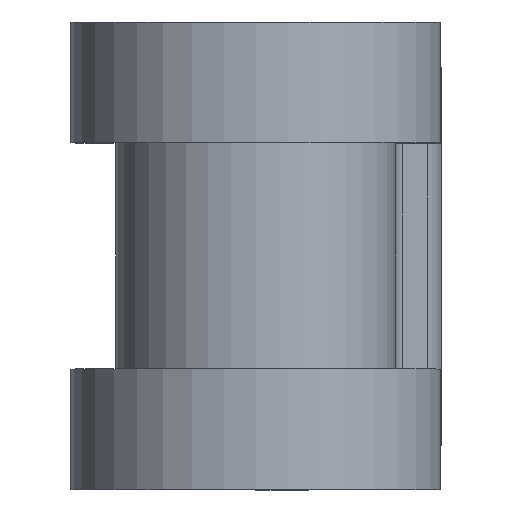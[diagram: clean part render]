
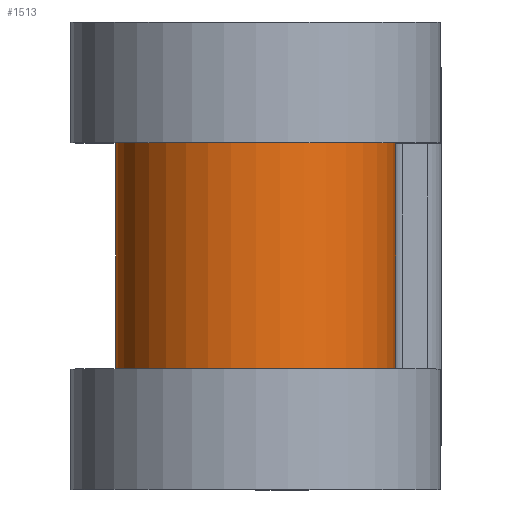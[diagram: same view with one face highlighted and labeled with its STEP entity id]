
A CAD part, top view. The second image highlights one B-rep face of the part: STEP entity #1513.
In plain terms, the highlighted cylindrical face has radius 4.712 mm (diameter 9.423 mm), a partial arc.
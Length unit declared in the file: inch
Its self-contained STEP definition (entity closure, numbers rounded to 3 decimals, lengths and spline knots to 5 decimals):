
#69 = FACE_OUTER_BOUND ( 'NONE', #448, .T. ) ;
#145 = CARTESIAN_POINT ( 'NONE',  ( 0., 0.25, 0. ) ) ;
#187 = CARTESIAN_POINT ( 'NONE',  ( 0., -0.15, 0. ) ) ;
#230 = ORIENTED_EDGE ( 'NONE', *, *, #643, .F. ) ;
#234 = VECTOR ( 'NONE', #1307, 39.37008 ) ;
#316 = CARTESIAN_POINT ( 'NONE',  ( 0., 0.25, -0.1855 ) ) ;
#330 = DIRECTION ( 'NONE',  ( 0., 0., -1. ) ) ;
#448 = EDGE_LOOP ( 'NONE', ( #1733, #1053, #1435, #230 ) ) ;
#572 = VERTEX_POINT ( 'NONE', #1508 ) ;
#575 = VERTEX_POINT ( 'NONE', #696 ) ;
#643 = EDGE_CURVE ( 'NONE', #572, #651, #1029, .T. ) ;
#651 = VERTEX_POINT ( 'NONE', #1261 ) ;
#696 = CARTESIAN_POINT ( 'NONE',  ( 0.1855, 0.15, 0. ) ) ;
#731 = CARTESIAN_POINT ( 'NONE',  ( 0., 0.15, 0. ) ) ;
#753 = AXIS2_PLACEMENT_3D ( 'NONE', #187, #1130, #330 ) ;
#873 = DIRECTION ( 'NONE',  ( 0., 0., -1. ) ) ;
#882 = AXIS2_PLACEMENT_3D ( 'NONE', #145, #1222, #1637 ) ;
#887 = CARTESIAN_POINT ( 'NONE',  ( 0.1855, 0.25, 0. ) ) ;
#961 = VECTOR ( 'NONE', #1255, 39.37008 ) ;
#1029 = CIRCLE ( 'NONE', #753, 0.1855 ) ;
#1053 = ORIENTED_EDGE ( 'NONE', *, *, #1756, .T. ) ;
#1066 = CARTESIAN_POINT ( 'NONE',  ( 0., 0.15, -0.1855 ) ) ;
#1086 = CYLINDRICAL_SURFACE ( 'NONE', #882, 0.1855 ) ;
#1121 = EDGE_CURVE ( 'NONE', #575, #572, #1617, .T. ) ;
#1130 = DIRECTION ( 'NONE',  ( 0., -1., 0. ) ) ;
#1197 = VERTEX_POINT ( 'NONE', #1066 ) ;
#1222 = DIRECTION ( 'NONE',  ( 0., -1., 0. ) ) ;
#1255 = DIRECTION ( 'NONE',  ( 0., -1., 0. ) ) ;
#1261 = CARTESIAN_POINT ( 'NONE',  ( 0., -0.15, -0.1855 ) ) ;
#1307 = DIRECTION ( 'NONE',  ( 0., -1., 0. ) ) ;
#1435 = ORIENTED_EDGE ( 'NONE', *, *, #1648, .T. ) ;
#1508 = CARTESIAN_POINT ( 'NONE',  ( 0.1855, -0.15, 0. ) ) ;
#1513 = ADVANCED_FACE ( 'NONE', ( #69 ), #1086, .T. ) ;
#1519 = CIRCLE ( 'NONE', #1716, 0.1855 ) ;
#1617 = LINE ( 'NONE', #887, #234 ) ;
#1637 = DIRECTION ( 'NONE',  ( 0., 0., -1. ) ) ;
#1648 = EDGE_CURVE ( 'NONE', #1197, #651, #1708, .T. ) ;
#1697 = DIRECTION ( 'NONE',  ( 0., -1., 0. ) ) ;
#1708 = LINE ( 'NONE', #316, #961 ) ;
#1716 = AXIS2_PLACEMENT_3D ( 'NONE', #731, #1697, #873 ) ;
#1733 = ORIENTED_EDGE ( 'NONE', *, *, #1121, .F. ) ;
#1756 = EDGE_CURVE ( 'NONE', #575, #1197, #1519, .T. ) ;
